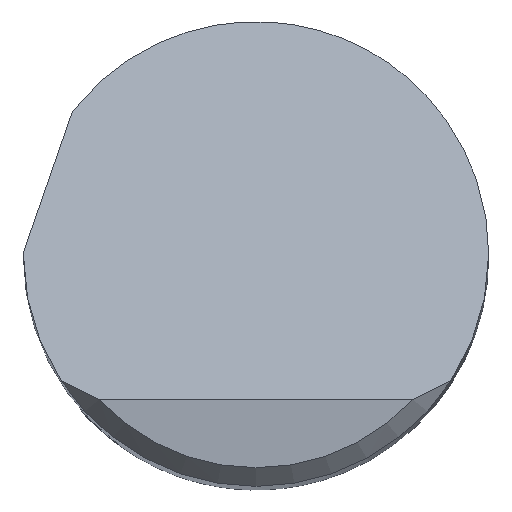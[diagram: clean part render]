
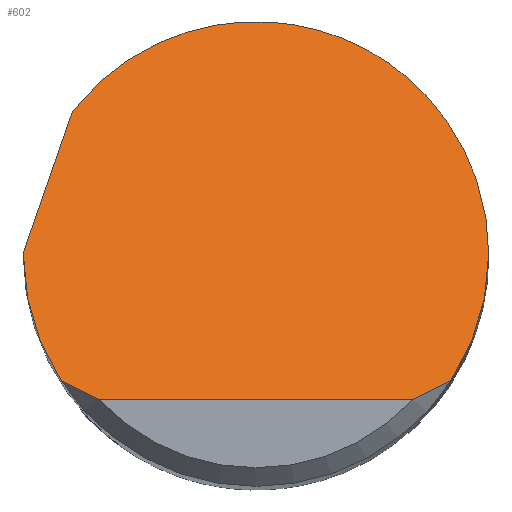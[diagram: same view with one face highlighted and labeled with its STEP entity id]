
A CAD part, top view. The second image highlights one B-rep face of the part: STEP entity #602.
In plain terms, the highlighted planar face has unit normal (0, 0.707, 0.707).
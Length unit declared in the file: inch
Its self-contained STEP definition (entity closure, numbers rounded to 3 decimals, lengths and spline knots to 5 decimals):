
#1 = EDGE_CURVE ( 'NONE', #782, #924, #9, .T. ) ;
#3 = CARTESIAN_POINT ( 'NONE',  ( -0.17704, -0.0718, 1.9543 ) ) ;
#9 = LINE ( 'NONE', #511, #46 ) ;
#38 = ORIENTED_EDGE ( 'NONE', *, *, #715, .F. ) ;
#46 = VECTOR ( 'NONE', #295, 39.37008 ) ;
#66 = CARTESIAN_POINT ( 'NONE',  ( -0.12629, -0.1175, 2. ) ) ;
#80 = VERTEX_POINT ( 'NONE', #739 ) ;
#83 = CARTESIAN_POINT ( 'NONE',  ( -0.14795, 0.11518, 1.76732 ) ) ;
#84 = CARTESIAN_POINT ( 'NONE',  ( 0.12629, -0.1175, 2. ) ) ;
#92 = CARTESIAN_POINT ( 'NONE',  ( 0.157, -0.1025, 1.985 ) ) ;
#106 = EDGE_CURVE ( 'NONE', #415, #765, #748, .T. ) ;
#119 = B_SPLINE_CURVE_WITH_KNOTS ( 'NONE', 3,
 ( #907, #559, #422, #66 ),
 .UNSPECIFIED., .F., .F.,
 ( 4, 4 ),
 ( 0., 0.00095 ),
 .UNSPECIFIED. ) ;
#134 = PLANE ( 'NONE',  #147 ) ;
#135 = CARTESIAN_POINT ( 'NONE',  ( -0.1875, 0.00033, 1.88217 ) ) ;
#147 = AXIS2_PLACEMENT_3D ( 'NONE', #612, #172, #476 ) ;
#165 = ORIENTED_EDGE ( 'NONE', *, *, #199, .T. ) ;
#170 = CARTESIAN_POINT ( 'NONE',  ( -0.1875, 0., 1.8825 ) ) ;
#172 = DIRECTION ( 'NONE',  ( 0., -0.707, -0.707 ) ) ;
#175 = CARTESIAN_POINT ( 'NONE',  ( 0.1875, 0., 1.8825 ) ) ;
#183 =( BOUNDED_CURVE ( )  B_SPLINE_CURVE ( 3, ( #83, #828, #758, #175 ),
 .UNSPECIFIED., .F., .T. ) 
 B_SPLINE_CURVE_WITH_KNOTS ( ( 4, 4 ),
 ( 5.37386, 7.85398 ),
 .UNSPECIFIED. ) 
 CURVE ( )  GEOMETRIC_REPRESENTATION_ITEM ( )  RATIONAL_B_SPLINE_CURVE ( ( 1., 0.55, 0.55, 1. ) ) 
 REPRESENTATION_ITEM ( '' )  );
#199 = EDGE_CURVE ( 'NONE', #924, #493, #621, .T. ) ;
#231 = EDGE_LOOP ( 'NONE', ( #332, #165, #38, #673, #678, #590, #504, #609 ) ) ;
#295 = DIRECTION ( 'NONE',  ( 1., 0., 0. ) ) ;
#298 = DIRECTION ( 'NONE',  ( 0.238, 0.687, -0.687 ) ) ;
#324 = CARTESIAN_POINT ( 'NONE',  ( -0.14795, 0.11518, 1.76732 ) ) ;
#329 = VERTEX_POINT ( 'NONE', #565 ) ;
#332 = ORIENTED_EDGE ( 'NONE', *, *, #1, .T. ) ;
#351 = CARTESIAN_POINT ( 'NONE',  ( -0.1875, 0.00067, 1.88183 ) ) ;
#369 = CARTESIAN_POINT ( 'NONE',  ( -0.22622, -0.1108, 1.9933 ) ) ;
#386 = CARTESIAN_POINT ( 'NONE',  ( 0.1875, 0., 1.8825 ) ) ;
#401 = CARTESIAN_POINT ( 'NONE',  ( 0.1875, -0.03666, 1.91916 ) ) ;
#413 = EDGE_CURVE ( 'NONE', #80, #782, #119, .T. ) ;
#415 = VERTEX_POINT ( 'NONE', #556 ) ;
#419 = CARTESIAN_POINT ( 'NONE',  ( 0.12629, -0.1175, 2. ) ) ;
#422 = CARTESIAN_POINT ( 'NONE',  ( -0.1369, -0.11288, 1.99538 ) ) ;
#447 = CARTESIAN_POINT ( 'NONE',  ( 0.1369, -0.11288, 1.99538 ) ) ;
#476 = DIRECTION ( 'NONE',  ( 0., 0.707, -0.707 ) ) ;
#479 =( BOUNDED_CURVE ( )  B_SPLINE_CURVE ( 3, ( #386, #401, #627, #837 ),
 .UNSPECIFIED., .F., .T. ) 
 B_SPLINE_CURVE_WITH_KNOTS ( ( 4, 4 ),
 ( 1.5708, 2.14917 ),
 .UNSPECIFIED. ) 
 CURVE ( )  GEOMETRIC_REPRESENTATION_ITEM ( )  RATIONAL_B_SPLINE_CURVE ( ( 1., 0.972, 0.972, 1. ) ) 
 REPRESENTATION_ITEM ( '' )  );
#493 = VERTEX_POINT ( 'NONE', #899 ) ;
#504 = ORIENTED_EDGE ( 'NONE', *, *, #805, .F. ) ;
#511 = CARTESIAN_POINT ( 'NONE',  ( 0., -0.1175, 2. ) ) ;
#517 = CARTESIAN_POINT ( 'NONE',  ( -0.157, -0.1025, 1.985 ) ) ;
#527 = LINE ( 'NONE', #369, #614 ) ;
#547 = EDGE_CURVE ( 'NONE', #859, #329, #183, .T. ) ;
#556 = CARTESIAN_POINT ( 'NONE',  ( -0.1875, 0., 1.8825 ) ) ;
#559 = CARTESIAN_POINT ( 'NONE',  ( -0.14711, -0.10785, 1.99035 ) ) ;
#565 = CARTESIAN_POINT ( 'NONE',  ( 0.1875, 0., 1.8825 ) ) ;
#569 = CARTESIAN_POINT ( 'NONE',  ( -0.12629, -0.1175, 2. ) ) ;
#590 = ORIENTED_EDGE ( 'NONE', *, *, #106, .F. ) ;
#602 = ADVANCED_FACE ( 'NONE', ( #771 ), #134, .F. ) ;
#609 = ORIENTED_EDGE ( 'NONE', *, *, #413, .T. ) ;
#612 = CARTESIAN_POINT ( 'NONE',  ( -0.1875, -0.1175, 2. ) ) ;
#614 = VECTOR ( 'NONE', #298, 39.37008 ) ;
#621 = B_SPLINE_CURVE_WITH_KNOTS ( 'NONE', 3,
 ( #84, #447, #677, #92 ),
 .UNSPECIFIED., .F., .F.,
 ( 4, 4 ),
 ( 0., 0.00095 ),
 .UNSPECIFIED. ) ;
#627 = CARTESIAN_POINT ( 'NONE',  ( 0.17704, -0.0718, 1.9543 ) ) ;
#673 = ORIENTED_EDGE ( 'NONE', *, *, #547, .F. ) ;
#677 = CARTESIAN_POINT ( 'NONE',  ( 0.14711, -0.10785, 1.99035 ) ) ;
#678 = ORIENTED_EDGE ( 'NONE', *, *, #873, .F. ) ;
#715 = EDGE_CURVE ( 'NONE', #329, #493, #479, .T. ) ;
#733 = CARTESIAN_POINT ( 'NONE',  ( -0.1875, -0.03666, 1.91916 ) ) ;
#739 = CARTESIAN_POINT ( 'NONE',  ( -0.157, -0.1025, 1.985 ) ) ;
#748 =( BOUNDED_CURVE ( )  B_SPLINE_CURVE ( 3, ( #935, #135, #351, #868 ),
 .UNSPECIFIED., .F., .T. ) 
 B_SPLINE_CURVE_WITH_KNOTS ( ( 4, 4 ),
 ( 4.71239, 4.71772 ),
 .UNSPECIFIED. ) 
 CURVE ( )  GEOMETRIC_REPRESENTATION_ITEM ( )  RATIONAL_B_SPLINE_CURVE ( ( 1., 1., 1., 1. ) ) 
 REPRESENTATION_ITEM ( '' )  );
#758 = CARTESIAN_POINT ( 'NONE',  ( 0.1875, 0.21502, 1.66748 ) ) ;
#765 = VERTEX_POINT ( 'NONE', #864 ) ;
#771 = FACE_OUTER_BOUND ( 'NONE', #231, .T. ) ;
#782 = VERTEX_POINT ( 'NONE', #569 ) ;
#805 = EDGE_CURVE ( 'NONE', #80, #415, #839, .T. ) ;
#828 = CARTESIAN_POINT ( 'NONE',  ( -0.01587, 0.28485, 1.59765 ) ) ;
#837 = CARTESIAN_POINT ( 'NONE',  ( 0.157, -0.1025, 1.985 ) ) ;
#839 =( BOUNDED_CURVE ( )  B_SPLINE_CURVE ( 3, ( #517, #3, #733, #170 ),
 .UNSPECIFIED., .F., .T. ) 
 B_SPLINE_CURVE_WITH_KNOTS ( ( 4, 4 ),
 ( 4.13401, 4.71239 ),
 .UNSPECIFIED. ) 
 CURVE ( )  GEOMETRIC_REPRESENTATION_ITEM ( )  RATIONAL_B_SPLINE_CURVE ( ( 1., 0.972, 0.972, 1. ) ) 
 REPRESENTATION_ITEM ( '' )  );
#859 = VERTEX_POINT ( 'NONE', #324 ) ;
#864 = CARTESIAN_POINT ( 'NONE',  ( -0.1875, 0.001, 1.8815 ) ) ;
#868 = CARTESIAN_POINT ( 'NONE',  ( -0.1875, 0.001, 1.8815 ) ) ;
#873 = EDGE_CURVE ( 'NONE', #765, #859, #527, .T. ) ;
#899 = CARTESIAN_POINT ( 'NONE',  ( 0.157, -0.1025, 1.985 ) ) ;
#907 = CARTESIAN_POINT ( 'NONE',  ( -0.157, -0.1025, 1.985 ) ) ;
#924 = VERTEX_POINT ( 'NONE', #419 ) ;
#935 = CARTESIAN_POINT ( 'NONE',  ( -0.1875, 0., 1.8825 ) ) ;
